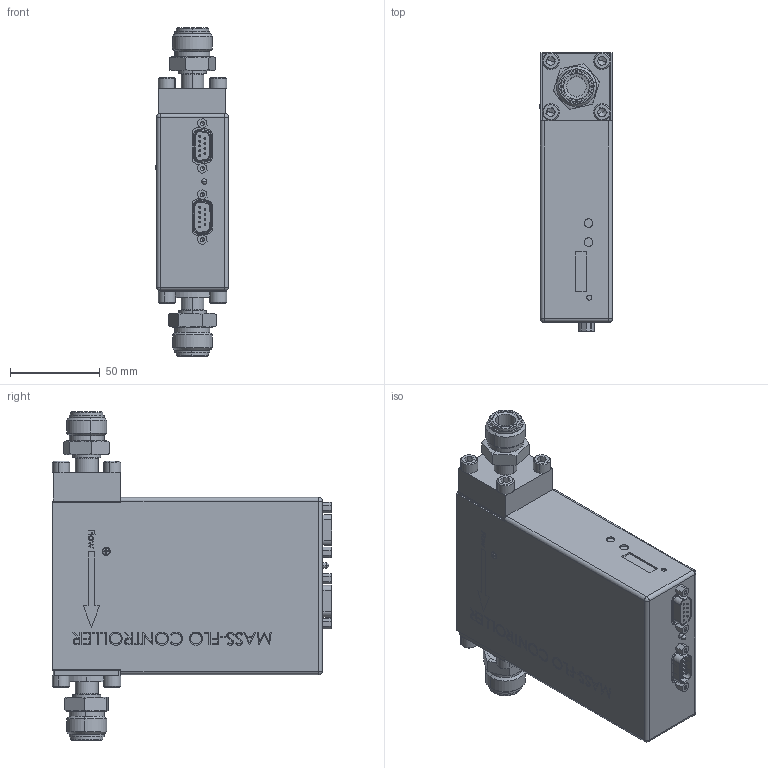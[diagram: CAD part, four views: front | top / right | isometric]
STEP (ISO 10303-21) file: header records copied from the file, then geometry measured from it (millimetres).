
FILE_DESCRIPTION (( 'STEP AP214' ), '1' );
FILE_NAME ('MKS1579.STEP', '2009-07-03T06:39:30', ( 'Ulrich Bauer' ), ( 'Ingenieurbuero Bauer' ), 'SwSTEP 2.0', 'SolidWorks 2009', '' );
FILE_SCHEMA (( 'AUTOMOTIVE_DESIGN' ));
Length unit declared in the file: millimetre
Products named in the file (1): MKS1579
Bounding box: 40.47 x 155.31 x 183 mm (x, y, z)
Volume: 229057.6 mm3; surface area: 144910.4 mm2
Topology: 25 solids, 25 shells, 1021 faces, 2636 edges, 1713 vertices
Faces by surface type: plane 481, cylinder 322, cone 120, torus 78, sphere 12, bspline 8
Entity records: 44363 total; most frequent: CARTESIAN_POINT 7716, DIRECTION 5310, ORIENTED_EDGE 5136, EDGE_CURVE 2568, AXIS2_PLACEMENT_3D 1932, VERTEX_POINT 1711, VECTOR 1446, LINE 1446
